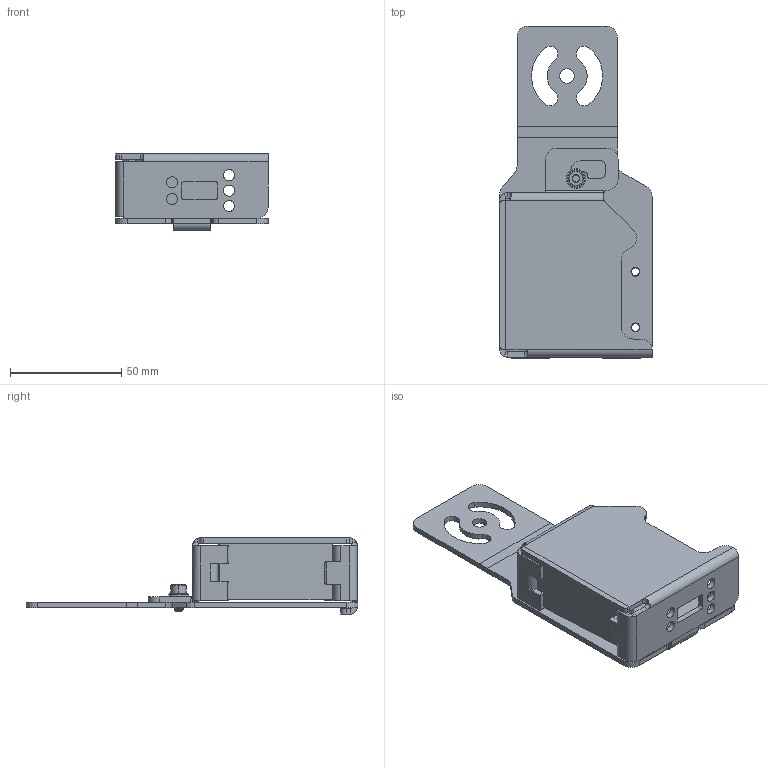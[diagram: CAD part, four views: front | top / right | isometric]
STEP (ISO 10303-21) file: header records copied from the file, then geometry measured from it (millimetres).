
FILE_DESCRIPTION((''),'2;1');
FILE_NAME('205088_ASM','2018-12-13T07:27:47',('pdmadmin'),('BANNER ENGINEERING'),'CREO PARAMETRIC BY PTC INC, 2018300','CREO PARAMETRIC BY PTC INC, 2018300','');
FILE_SCHEMA(('CONFIG_CONTROL_DESIGN'));
Products named in the file (8): 205808; 205158; GLASS_FOR_CONCEPT_3; 115556; 40845; 137629; 205861; 205088_ASM
Assembly tree (7 placements, depth 2):
  205088_ASM
    205808
    205158
    GLASS_FOR_CONCEPT_3
    115556
    40845
    137629
    205861
Bounding box: 68.4 x 149.18 x 34.25 mm (x, y, z)
Volume: 44863.1 mm3; surface area: 39952.8 mm2
Topology: 6 solids, 12 shells, 394 faces, 1240 edges, 860 vertices
Faces by surface type: plane 190, cylinder 188, cone 14, bspline 2
Entity records: 20852 total; most frequent: CARTESIAN_POINT 10242, ORIENTED_EDGE 2146, DIRECTION 2005, EDGE_CURVE 1240, VERTEX_POINT 860, AXIS2_PLACEMENT_3D 708, VECTOR 589, LINE 589
